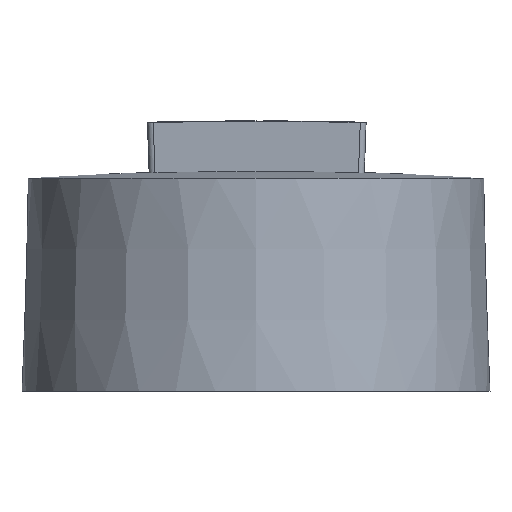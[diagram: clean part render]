
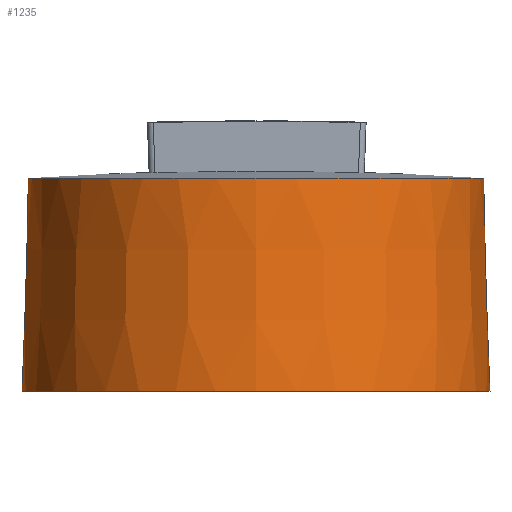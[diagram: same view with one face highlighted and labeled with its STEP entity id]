
A CAD part, left-side view. The second image highlights one B-rep face of the part: STEP entity #1235.
In plain terms, the highlighted conical face has half-angle 1.7 degrees and reference radius 3.025 mm.
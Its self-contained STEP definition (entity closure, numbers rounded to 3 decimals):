
#19=CONICAL_SURFACE('',#1361,3.025,0.03);
#111=CIRCLE('',#1336,2.943);
#125=CIRCLE('',#1358,3.025);
#210=FACE_OUTER_BOUND('',#283,.T.);
#283=EDGE_LOOP('',(#1148,#1149,#1150,#1151));
#410=LINE('',#3946,#442);
#442=VECTOR('',#1618,3.675);
#563=VERTEX_POINT('',#3904);
#574=VERTEX_POINT('',#3941);
#750=EDGE_CURVE('',#563,#563,#111,.T.);
#768=EDGE_CURVE('',#574,#574,#125,.T.);
#769=EDGE_CURVE('',#563,#574,#410,.T.);
#1148=ORIENTED_EDGE('',*,*,#750,.F.);
#1149=ORIENTED_EDGE('',*,*,#769,.T.);
#1150=ORIENTED_EDGE('',*,*,#768,.T.);
#1151=ORIENTED_EDGE('',*,*,#769,.F.);
#1235=ADVANCED_FACE('',(#210),#19,.T.);
#1336=AXIS2_PLACEMENT_3D('',#3905,#1562,#1563);
#1358=AXIS2_PLACEMENT_3D('',#3942,#1610,#1611);
#1361=AXIS2_PLACEMENT_3D('',#3945,#1616,#1617);
#1562=DIRECTION('center_axis',(0.,0.,1.));
#1563=DIRECTION('ref_axis',(1.,0.,0.));
#1610=DIRECTION('center_axis',(0.,0.,1.));
#1611=DIRECTION('ref_axis',(1.,0.,0.));
#1616=DIRECTION('center_axis',(0.,0.,-1.));
#1617=DIRECTION('ref_axis',(1.,0.,0.));
#1618=DIRECTION('',(-0.03,0.,-1.));
#3904=CARTESIAN_POINT('',(-2.943,0.,2.756));
#3905=CARTESIAN_POINT('Origin',(0.,0.,2.756));
#3941=CARTESIAN_POINT('',(-3.025,0.,0.));
#3942=CARTESIAN_POINT('Origin',(0.,0.,0.));
#3945=CARTESIAN_POINT('Origin',(0.,0.,-0.019));
#3946=CARTESIAN_POINT('',(-3.025,0.,-0.019));
